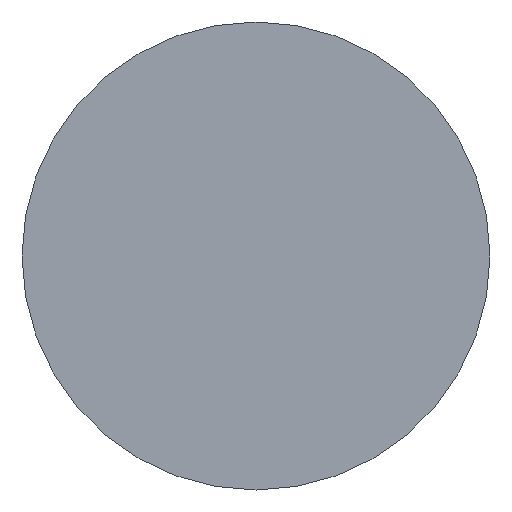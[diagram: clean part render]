
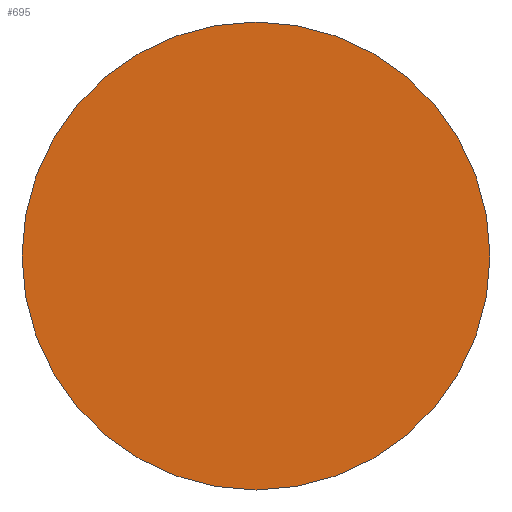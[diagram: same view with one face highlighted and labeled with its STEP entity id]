
A CAD part, front view. The second image highlights one B-rep face of the part: STEP entity #695.
In plain terms, the highlighted planar face has unit normal (0, -1, 0).
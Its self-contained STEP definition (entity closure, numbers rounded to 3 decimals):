
#61=PLANE('',#782);
#129=FACE_OUTER_BOUND('',#172,.T.);
#172=EDGE_LOOP('',(#570,#571));
#245=CIRCLE('',#783,7.85);
#246=CIRCLE('',#784,7.85);
#317=VERTEX_POINT('',#1223);
#318=VERTEX_POINT('',#1224);
#408=EDGE_CURVE('',#317,#318,#245,.T.);
#409=EDGE_CURVE('',#318,#317,#246,.T.);
#570=ORIENTED_EDGE('',*,*,#408,.F.);
#571=ORIENTED_EDGE('',*,*,#409,.F.);
#695=ADVANCED_FACE('',(#129),#61,.T.);
#782=AXIS2_PLACEMENT_3D('',#1222,#950,#951);
#783=AXIS2_PLACEMENT_3D('',#1225,#952,#953);
#784=AXIS2_PLACEMENT_3D('',#1226,#954,#955);
#950=DIRECTION('center_axis',(0.,-1.,0.));
#951=DIRECTION('ref_axis',(0.,0.,-1.));
#952=DIRECTION('center_axis',(0.,1.,0.));
#953=DIRECTION('ref_axis',(-1.,0.,0.));
#954=DIRECTION('center_axis',(0.,1.,0.));
#955=DIRECTION('ref_axis',(-1.,0.,0.));
#1222=CARTESIAN_POINT('Origin',(-3.925,0.,0.));
#1223=CARTESIAN_POINT('',(-7.85,0.,0.));
#1224=CARTESIAN_POINT('',(7.85,0.,0.));
#1225=CARTESIAN_POINT('Origin',(0.,0.,0.));
#1226=CARTESIAN_POINT('Origin',(0.,0.,0.));
